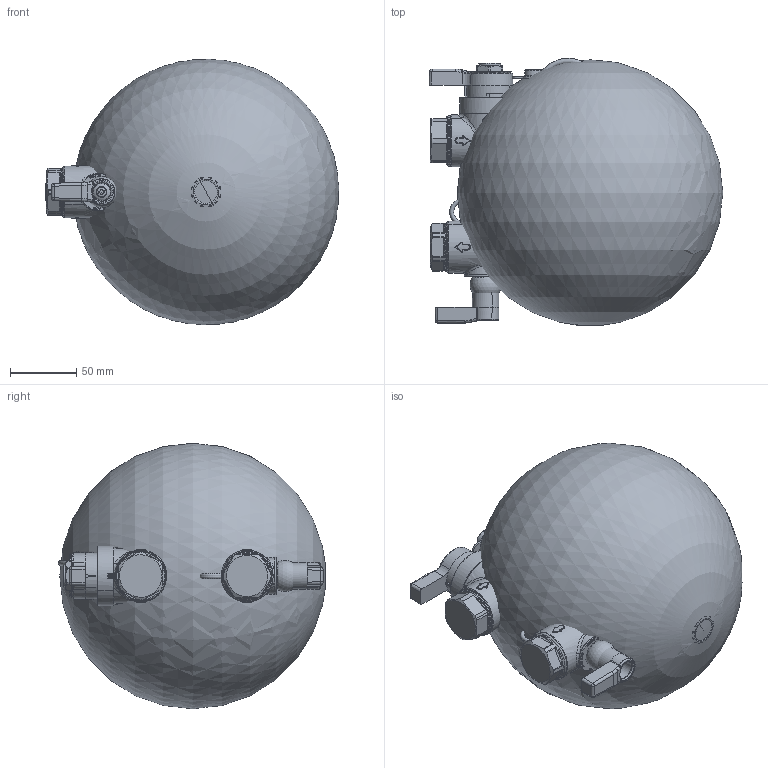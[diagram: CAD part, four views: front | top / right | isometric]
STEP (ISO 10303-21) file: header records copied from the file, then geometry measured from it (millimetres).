
FILE_DESCRIPTION((''),'2;1');
FILE_NAME('149400_H40_SW0002','2017-06-08T',('sparenzan'),(''),'CREO PARAMETRIC BY PTC INC, 2016050','CREO PARAMETRIC BY PTC INC, 2016050','');
FILE_SCHEMA(('CONFIG_CONTROL_DESIGN'));
Products named in the file (1): 149400_H40_SW0002
Bounding box: 220.99 x 201.14 x 199.94 mm (x, y, z)
Surface area: 375174.1 mm2 (no closed solid volume)
Topology: 0 solids, 0 shells, 3111 faces, 13773 edges, 13568 vertices
Faces by surface type: bspline 2878, torus 125, sphere 108
Entity records: 281197 total; most frequent: CARTESIAN_POINT 162598, DIRECTION 16922, TRIMMED_CURVE 15009, VECTOR 13562, LINE 13562, DEFINITIONAL_REPRESENTATION 13465, PCURVE 13465, COMPOSITE_CURVE_SEGMENT 13465
